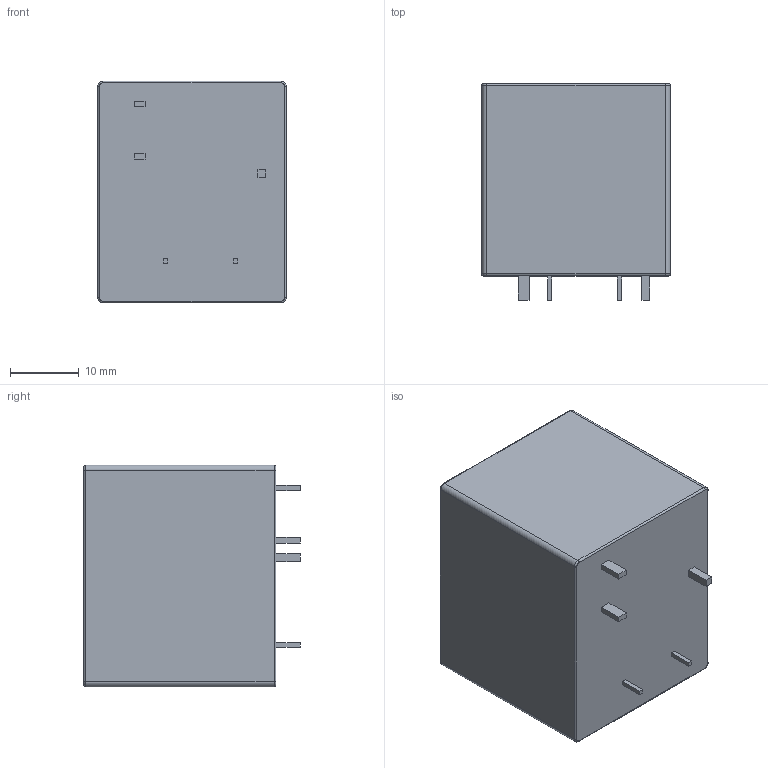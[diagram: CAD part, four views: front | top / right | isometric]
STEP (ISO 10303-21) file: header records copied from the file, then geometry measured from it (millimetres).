
FILE_DESCRIPTION (( 'STEP AP214' ), '1' );
FILE_NAME ('AZ2100-1C-24DE.STEP', '2018-06-07T07:42:59', ( '' ), ( '' ), 'SwSTEP 2.0', 'SolidWorks 2017', '' );
FILE_SCHEMA (( 'AUTOMOTIVE_DESIGN' ));
Length unit declared in the file: inch
Products named in the file (1): AZ2100-1C-24DE
Bounding box: 27.43 x 31.5 x 32.26 mm (x, y, z)
Volume: 22123.7 mm3; surface area: 7065.9 mm2
Topology: 9 solids, 9 shells, 118 faces, 259 edges, 162 vertices
Faces by surface type: plane 78, cylinder 28, torus 10, sphere 2
Entity records: 3307 total; most frequent: DIRECTION 555, CARTESIAN_POINT 544, ORIENTED_EDGE 514, EDGE_CURVE 257, LINE 193, VECTOR 193, AXIS2_PLACEMENT_3D 181, VERTEX_POINT 162
